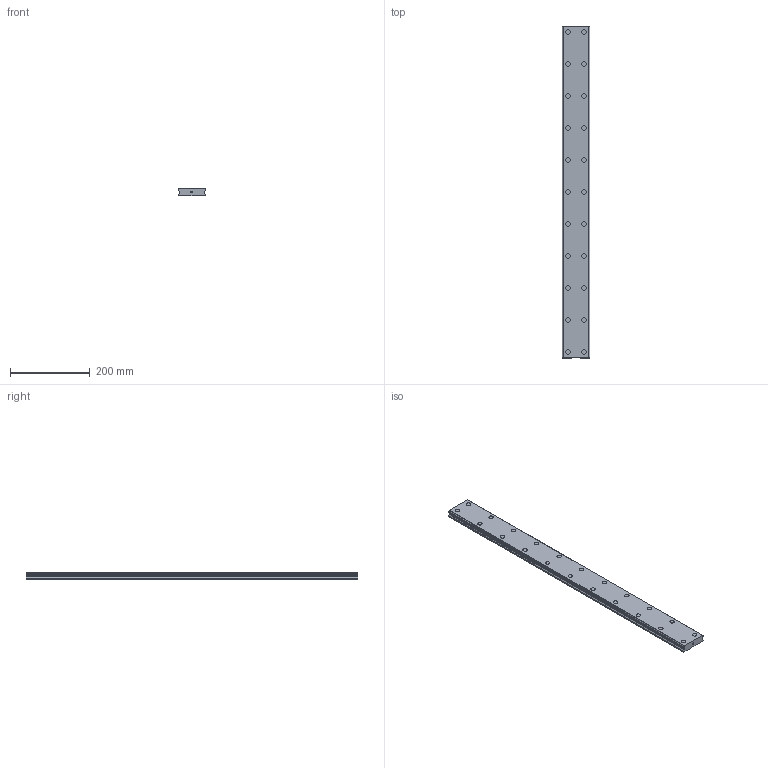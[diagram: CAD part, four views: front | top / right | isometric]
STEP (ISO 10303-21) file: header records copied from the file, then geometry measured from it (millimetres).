
FILE_DESCRIPTION(('STEP AP214'),'1');
FILE_NAME('cctmp_156ABBD8-71EA-4776-BEA6-55F084D73348_2021_03_08_09_00_21_0607..stp','2021-03-08T08:00:21',('HIWIN GmbH'),('CADClick - www.CADClick.com'),'Spatial InterOp 3D',' ','unknown authorization');
FILE_SCHEMA(('AUTOMOTIVE_DESIGN'));
Length unit declared in the file: millimetre
Products named in the file (1): WER35R830H_FILE
Bounding box: 69 x 830 x 19 mm (x, y, z)
Volume: 1000155.2 mm3; surface area: 164282 mm2
Topology: 1 solids, 1 shells, 301 faces, 687 edges, 458 vertices
Faces by surface type: plane 151, cylinder 150
Entity records: 11013 total; most frequent: DIRECTION 1591, CARTESIAN_POINT 1447, ORIENTED_EDGE 1374, EDGE_CURVE 687, AXIS2_PLACEMENT_3D 602, VERTEX_POINT 458, LINE 387, VECTOR 387
